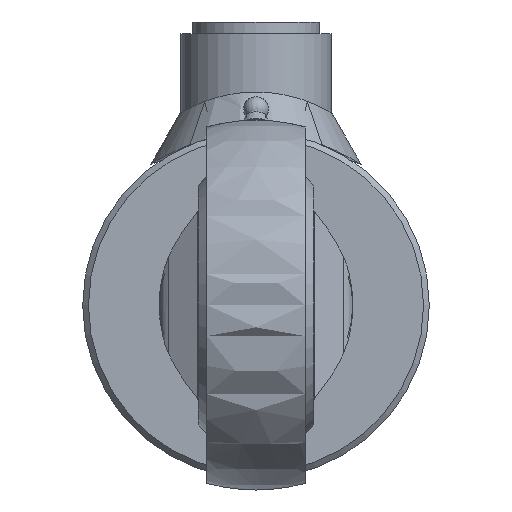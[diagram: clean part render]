
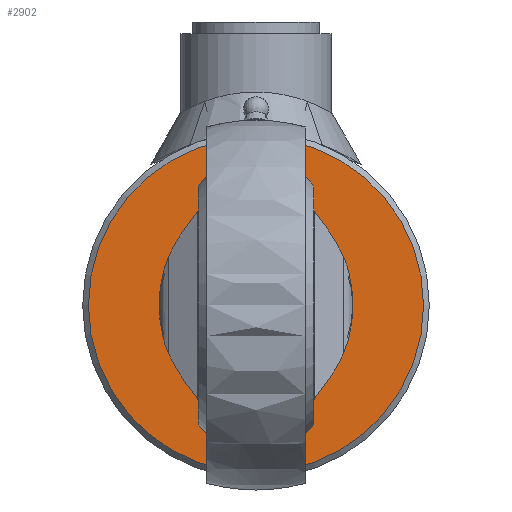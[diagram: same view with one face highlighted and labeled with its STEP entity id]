
A CAD part, left-side view. The second image highlights one B-rep face of the part: STEP entity #2902.
In plain terms, the highlighted planar face has unit normal (-1, 0, 0).
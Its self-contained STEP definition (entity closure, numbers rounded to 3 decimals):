
#957=ORIENTED_EDGE('',*,*,#1271,.T.);
#1271=EDGE_CURVE('',#1531,#1531,#1725,.T.);
#1531=VERTEX_POINT('',#9349);
#1725=CIRCLE('',#4125,29.);
#2144=EDGE_LOOP('',(#957));
#2575=FACE_BOUND('',#2144,.T.);
#2666=PLANE('',#4124);
#2902=ADVANCED_FACE('',(#2575),#2666,.T.);
#4124=AXIS2_PLACEMENT_3D('',#9347,#4993,#4994);
#4125=AXIS2_PLACEMENT_3D('',#9348,#4995,#4996);
#4993=DIRECTION('',(-1.,0.,0.));
#4994=DIRECTION('',(0.,-1.,0.));
#4995=DIRECTION('',(-1.,0.,0.));
#4996=DIRECTION('',(0.,-1.,0.));
#9347=CARTESIAN_POINT('',(-410.,0.,0.));
#9348=CARTESIAN_POINT('',(-410.,0.,0.));
#9349=CARTESIAN_POINT('',(-410.,-29.,0.));
